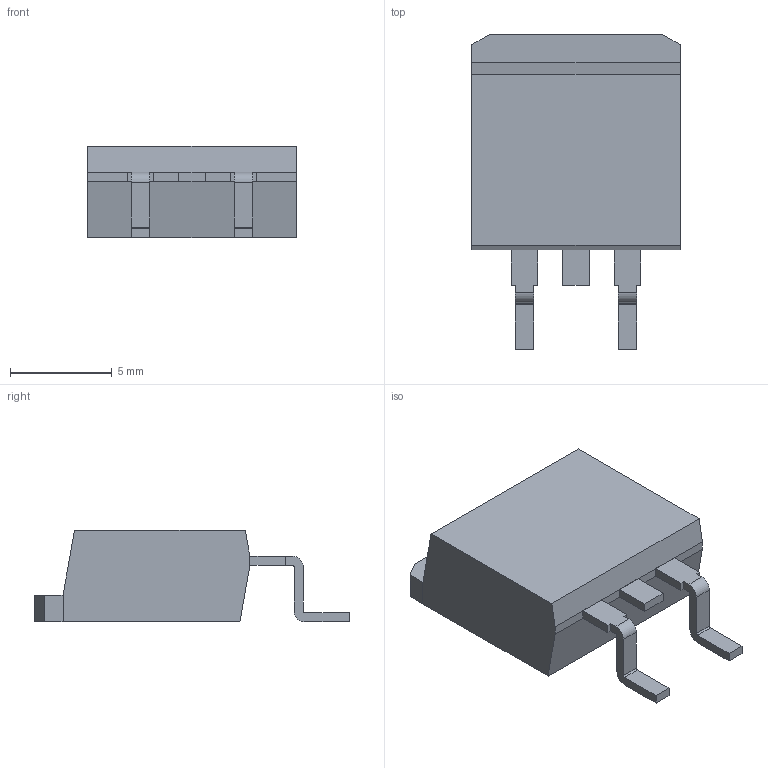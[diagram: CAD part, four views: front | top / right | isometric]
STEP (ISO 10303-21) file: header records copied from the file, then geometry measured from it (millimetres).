
FILE_DESCRIPTION(/* description */ (''),/* implementation_level */ '2;1');
FILE_NAME(/* name */ 'TO-263.step',/* time_stamp */ '2025-11-15T17:08:12+01:00',/* author */ (''),/* organization */ (''),/* preprocessor_version */ 'ST-DEVELOPER v20.1',/* originating_system */ 'Autodesk Translation Framework v14.17.0.0',/* authorisation */ '');
FILE_SCHEMA (('AUTOMOTIVE_DESIGN { 1 0 10303 214 3 1 1 }'));
Length unit declared in the file: millimetre
Products named in the file (1): (Unsaved)
Bounding box: 10.25 x 15.5 x 4.5 mm (x, y, z)
Volume: 500 mm3; surface area: 577.7 mm2
Topology: 5 solids, 5 shells, 63 faces, 159 edges, 106 vertices
Faces by surface type: plane 55, cylinder 8
Entity records: 1912 total; most frequent: CARTESIAN_POINT 329, ORIENTED_EDGE 318, DIRECTION 303, EDGE_CURVE 159, LINE 143, VECTOR 143, VERTEX_POINT 106, AXIS2_PLACEMENT_3D 80
